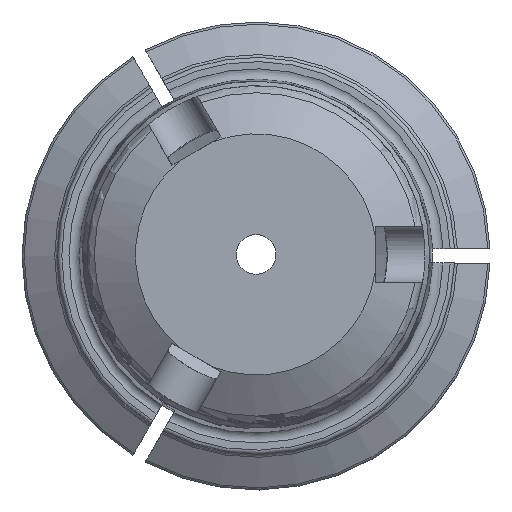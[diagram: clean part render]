
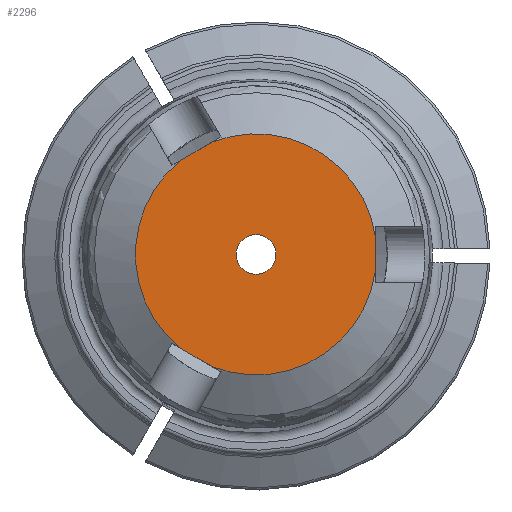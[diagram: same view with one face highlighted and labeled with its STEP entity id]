
A CAD part, top view. The second image highlights one B-rep face of the part: STEP entity #2296.
In plain terms, the highlighted planar face has unit normal (0, 0, 1).
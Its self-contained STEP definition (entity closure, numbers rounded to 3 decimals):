
#33=PLANE('',#2411);
#88=LINE('',#3187,#166);
#91=LINE('',#3305,#169);
#92=LINE('',#3308,#170);
#166=VECTOR('',#2618,1000.);
#169=VECTOR('',#2645,1000.);
#170=VECTOR('',#2648,1000.);
#411=ORIENTED_EDGE('',*,*,#851,.T.);
#412=ORIENTED_EDGE('',*,*,#885,.T.);
#413=ORIENTED_EDGE('',*,*,#904,.T.);
#414=ORIENTED_EDGE('',*,*,#849,.T.);
#415=ORIENTED_EDGE('',*,*,#876,.T.);
#416=ORIENTED_EDGE('',*,*,#905,.T.);
#417=ORIENTED_EDGE('',*,*,#906,.T.);
#849=EDGE_CURVE('',#1105,#1104,#1278,.T.);
#851=EDGE_CURVE('',#1106,#1106,#1279,.T.);
#876=EDGE_CURVE('',#1104,#1128,#88,.T.);
#885=EDGE_CURVE('',#1134,#1133,#1285,.T.);
#904=EDGE_CURVE('',#1133,#1105,#91,.T.);
#905=EDGE_CURVE('',#1128,#1147,#1291,.T.);
#906=EDGE_CURVE('',#1147,#1134,#92,.T.);
#1104=VERTEX_POINT('',#3072);
#1105=VERTEX_POINT('',#3074);
#1106=VERTEX_POINT('',#3081);
#1128=VERTEX_POINT('',#3186);
#1133=VERTEX_POINT('',#3218);
#1134=VERTEX_POINT('',#3220);
#1147=VERTEX_POINT('',#3307);
#1278=CIRCLE('',#2388,8.5);
#1279=CIRCLE('',#2390,1.4);
#1285=CIRCLE('',#2403,8.5);
#1291=CIRCLE('',#2412,8.5);
#1384=EDGE_LOOP('',(#411));
#1385=EDGE_LOOP('',(#412,#413,#414,#415,#416,#417));
#1504=FACE_BOUND('',#1384,.T.);
#1505=FACE_BOUND('',#1385,.T.);
#2296=ADVANCED_FACE('',(#1504,#1505),#33,.F.);
#2388=AXIS2_PLACEMENT_3D('',#3073,#2590,#2591);
#2390=AXIS2_PLACEMENT_3D('',#3080,#2594,#2595);
#2403=AXIS2_PLACEMENT_3D('',#3219,#2627,#2628);
#2411=AXIS2_PLACEMENT_3D('',#3304,#2643,#2644);
#2412=AXIS2_PLACEMENT_3D('',#3306,#2646,#2647);
#2590=DIRECTION('',(0.,0.,1.));
#2591=DIRECTION('',(1.,0.,0.));
#2594=DIRECTION('',(0.,0.,-1.));
#2595=DIRECTION('',(0.,1.,0.));
#2618=DIRECTION('',(0.866,-0.5,0.));
#2627=DIRECTION('',(0.,0.,1.));
#2628=DIRECTION('',(1.,0.,0.));
#2643=DIRECTION('',(0.,0.,-1.));
#2644=DIRECTION('',(-1.,0.,0.));
#2645=DIRECTION('',(-0.866,-0.5,0.));
#2646=DIRECTION('',(0.,0.,1.));
#2647=DIRECTION('',(1.,0.,0.));
#2648=DIRECTION('',(0.,1.,0.));
#3072=CARTESIAN_POINT('',(-5.326,-6.625,67.9));
#3073=CARTESIAN_POINT('',(0.,0.,67.9));
#3074=CARTESIAN_POINT('',(-5.326,6.625,67.9));
#3080=CARTESIAN_POINT('',(0.,0.,67.9));
#3081=CARTESIAN_POINT('',(0.,1.4,67.9));
#3186=CARTESIAN_POINT('',(-3.074,-7.925,67.9));
#3187=CARTESIAN_POINT('',(-2.468,-8.275,67.9));
#3218=CARTESIAN_POINT('',(-3.074,7.925,67.9));
#3219=CARTESIAN_POINT('',(0.,0.,67.9));
#3220=CARTESIAN_POINT('',(8.4,1.3,67.9));
#3304=CARTESIAN_POINT('',(11.9,0.,67.9));
#3305=CARTESIAN_POINT('',(-5.932,6.275,67.9));
#3306=CARTESIAN_POINT('',(0.,0.,67.9));
#3307=CARTESIAN_POINT('',(8.4,-1.3,67.9));
#3308=CARTESIAN_POINT('',(8.4,2.,67.9));
